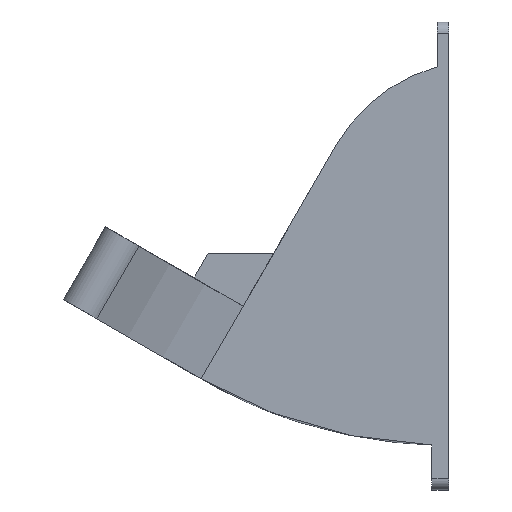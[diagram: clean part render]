
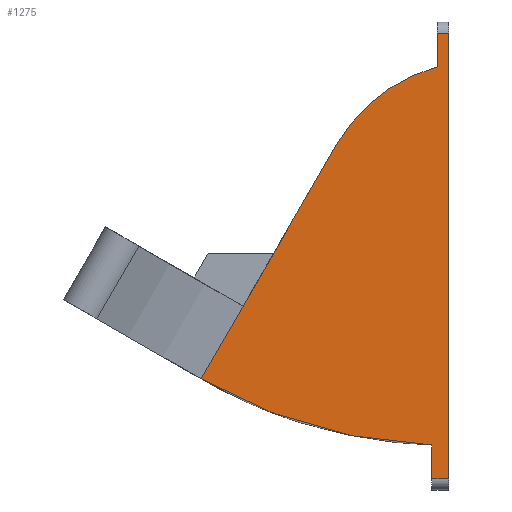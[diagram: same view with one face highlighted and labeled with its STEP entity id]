
A CAD part, left-side view. The second image highlights one B-rep face of the part: STEP entity #1275.
In plain terms, the highlighted planar face has unit normal (-1, 0, 0).
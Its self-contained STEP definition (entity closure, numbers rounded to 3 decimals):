
#11 = LINE ( 'NONE', #1086, #213 ) ;
#47 = CIRCLE ( 'NONE', #1369, 30. ) ;
#52 = EDGE_CURVE ( 'NONE', #592, #584, #402, .T. ) ;
#58 = DIRECTION ( 'NONE',  ( 0., 1., 0. ) ) ;
#69 = ORIENTED_EDGE ( 'NONE', *, *, #1712, .F. ) ;
#84 = CARTESIAN_POINT ( 'NONE',  ( 10., 0., -22.914 ) ) ;
#128 = DIRECTION ( 'NONE',  ( 0., 0., -1. ) ) ;
#184 = VECTOR ( 'NONE', #1884, 1000. ) ;
#213 = VECTOR ( 'NONE', #1565, 1000. ) ;
#226 = DIRECTION ( 'NONE',  ( 1., 0., 0. ) ) ;
#240 = VECTOR ( 'NONE', #955, 1000. ) ;
#244 = DIRECTION ( 'NONE',  ( 0., 0., 1. ) ) ;
#262 = VERTEX_POINT ( 'NONE', #1392 ) ;
#322 = ORIENTED_EDGE ( 'NONE', *, *, #1932, .F. ) ;
#323 = EDGE_LOOP ( 'NONE', ( #1243, #1897, #1258, #751, #69, #1343, #322, #547, #1273 ) ) ;
#402 = LINE ( 'NONE', #861, #726 ) ;
#413 = VERTEX_POINT ( 'NONE', #1574 ) ;
#496 = CARTESIAN_POINT ( 'NONE',  ( 10., -5.939, 21.835 ) ) ;
#524 = DIRECTION ( 'NONE',  ( 0., 0., 1. ) ) ;
#547 = ORIENTED_EDGE ( 'NONE', *, *, #1070, .T. ) ;
#584 = VERTEX_POINT ( 'NONE', #84 ) ;
#592 = VERTEX_POINT ( 'NONE', #1980 ) ;
#594 = CARTESIAN_POINT ( 'NONE',  ( 10., 44.231, -5.063 ) ) ;
#726 = VECTOR ( 'NONE', #1819, 1000. ) ;
#732 = CARTESIAN_POINT ( 'NONE',  ( 10., 3., -22.914 ) ) ;
#751 = ORIENTED_EDGE ( 'NONE', *, *, #1416, .T. ) ;
#804 = VECTOR ( 'NONE', #1735, 1000. ) ;
#812 = VERTEX_POINT ( 'NONE', #732 ) ;
#861 = CARTESIAN_POINT ( 'NONE',  ( 10., 0., 50.766 ) ) ;
#891 = VERTEX_POINT ( 'NONE', #1870 ) ;
#912 = CARTESIAN_POINT ( 'NONE',  ( 10., 3., -16.914 ) ) ;
#930 = VECTOR ( 'NONE', #58, 1000. ) ;
#955 = DIRECTION ( 'NONE',  ( 0., 0., -1. ) ) ;
#967 = CARTESIAN_POINT ( 'NONE',  ( 10., 2., 50.766 ) ) ;
#1003 = DIRECTION ( 'NONE',  ( 1., 0., 0. ) ) ;
#1070 = EDGE_CURVE ( 'NONE', #262, #1765, #1912, .T. ) ;
#1076 = EDGE_CURVE ( 'NONE', #1288, #891, #1128, .T. ) ;
#1086 = CARTESIAN_POINT ( 'NONE',  ( 10., 0., 56.766 ) ) ;
#1128 = LINE ( 'NONE', #1605, #804 ) ;
#1199 = PLANE ( 'NONE',  #1603 ) ;
#1243 = ORIENTED_EDGE ( 'NONE', *, *, #1076, .T. ) ;
#1258 = ORIENTED_EDGE ( 'NONE', *, *, #1687, .F. ) ;
#1273 = ORIENTED_EDGE ( 'NONE', *, *, #1560, .F. ) ;
#1275 = ADVANCED_FACE ( 'NONE', ( #1802 ), #1199, .F. ) ;
#1288 = VERTEX_POINT ( 'NONE', #1332 ) ;
#1329 = LINE ( 'NONE', #1964, #930 ) ;
#1332 = CARTESIAN_POINT ( 'NONE',  ( 10., 20.042, 36.835 ) ) ;
#1342 = DIRECTION ( 'NONE',  ( 1., 0., 0. ) ) ;
#1343 = ORIENTED_EDGE ( 'NONE', *, *, #52, .F. ) ;
#1369 = AXIS2_PLACEMENT_3D ( 'NONE', #496, #1003, #1614 ) ;
#1392 = CARTESIAN_POINT ( 'NONE',  ( 10., 2., 56.766 ) ) ;
#1416 = EDGE_CURVE ( 'NONE', #413, #812, #1582, .T. ) ;
#1433 = VERTEX_POINT ( 'NONE', #594 ) ;
#1448 = LINE ( 'NONE', #1588, #184 ) ;
#1492 = CARTESIAN_POINT ( 'NONE',  ( 10., 0., 71.549 ) ) ;
#1560 = EDGE_CURVE ( 'NONE', #1288, #1765, #47, .T. ) ;
#1565 = DIRECTION ( 'NONE',  ( 0., -1., 0. ) ) ;
#1566 = CIRCLE ( 'NONE', #1633, 88.463 ) ;
#1574 = CARTESIAN_POINT ( 'NONE',  ( 10., 3., -16.863 ) ) ;
#1582 = LINE ( 'NONE', #912, #1728 ) ;
#1588 = CARTESIAN_POINT ( 'NONE',  ( 10., 34.231, 12.258 ) ) ;
#1603 = AXIS2_PLACEMENT_3D ( 'NONE', #1979, #226, #244 ) ;
#1605 = CARTESIAN_POINT ( 'NONE',  ( 10., 34.231, 12.258 ) ) ;
#1614 = DIRECTION ( 'NONE',  ( 0., 0., 1. ) ) ;
#1620 = CARTESIAN_POINT ( 'NONE',  ( 10., 2., 50.766 ) ) ;
#1633 = AXIS2_PLACEMENT_3D ( 'NONE', #1492, #1342, #524 ) ;
#1687 = EDGE_CURVE ( 'NONE', #413, #1433, #1566, .T. ) ;
#1712 = EDGE_CURVE ( 'NONE', #584, #812, #1329, .T. ) ;
#1728 = VECTOR ( 'NONE', #128, 1000. ) ;
#1735 = DIRECTION ( 'NONE',  ( 0., 0.5, -0.866 ) ) ;
#1765 = VERTEX_POINT ( 'NONE', #1620 ) ;
#1802 = FACE_OUTER_BOUND ( 'NONE', #323, .T. ) ;
#1819 = DIRECTION ( 'NONE',  ( 0., 0., -1. ) ) ;
#1870 = CARTESIAN_POINT ( 'NONE',  ( 10., 36.731, 7.928 ) ) ;
#1884 = DIRECTION ( 'NONE',  ( 0., 0.5, -0.866 ) ) ;
#1897 = ORIENTED_EDGE ( 'NONE', *, *, #1991, .T. ) ;
#1912 = LINE ( 'NONE', #967, #240 ) ;
#1932 = EDGE_CURVE ( 'NONE', #262, #592, #11, .T. ) ;
#1964 = CARTESIAN_POINT ( 'NONE',  ( 10., 0., -22.914 ) ) ;
#1979 = CARTESIAN_POINT ( 'NONE',  ( 10., 0., 71.549 ) ) ;
#1980 = CARTESIAN_POINT ( 'NONE',  ( 10., 0., 56.766 ) ) ;
#1991 = EDGE_CURVE ( 'NONE', #891, #1433, #1448, .T. ) ;
